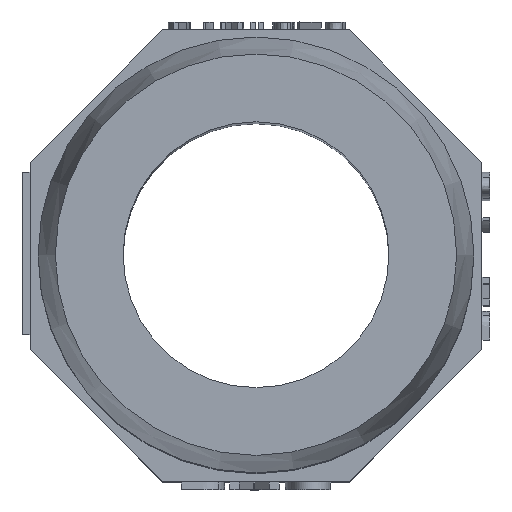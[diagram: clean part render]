
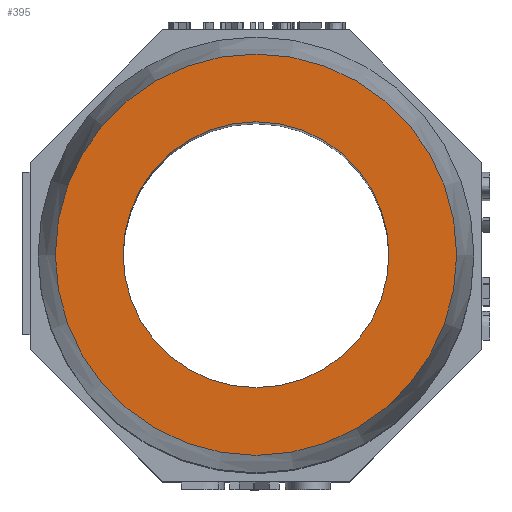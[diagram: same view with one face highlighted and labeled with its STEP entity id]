
A CAD part, top view. The second image highlights one B-rep face of the part: STEP entity #395.
In plain terms, the highlighted planar face has unit normal (0, 0, 1).
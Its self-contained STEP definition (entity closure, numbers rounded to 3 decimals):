
#377=CIRCLE('',#4442,7.55);
#378=CIRCLE('',#4444,5.);
#395=ADVANCED_FACE('',(#811,#812),#633,.T.);
#633=PLANE('',#4445);
#811=FACE_BOUND('',#874,.T.);
#812=FACE_BOUND('',#875,.T.);
#874=EDGE_LOOP('',(#1846));
#875=EDGE_LOOP('',(#1847));
#1846=ORIENTED_EDGE('',*,*,#3506,.F.);
#1847=ORIENTED_EDGE('',*,*,#3505,.F.);
#3085=VERTEX_POINT('',#6571);
#3086=VERTEX_POINT('',#6574);
#3505=EDGE_CURVE('',#3085,#3085,#377,.T.);
#3506=EDGE_CURVE('',#3086,#3086,#378,.T.);
#4442=AXIS2_PLACEMENT_3D('',#6570,#4653,#4654);
#4444=AXIS2_PLACEMENT_3D('',#6573,#4657,#4658);
#4445=AXIS2_PLACEMENT_3D('',#6575,#4659,#4660);
#4653=DIRECTION('',(0.,0.,-1.));
#4654=DIRECTION('',(-1.,0.,0.));
#4657=DIRECTION('',(0.,0.,1.));
#4658=DIRECTION('',(1.,0.,0.));
#4659=DIRECTION('',(0.,0.,1.));
#4660=DIRECTION('',(1.,0.,0.));
#6570=CARTESIAN_POINT('',(30.55,0.,59.));
#6571=CARTESIAN_POINT('',(23.,0.,59.));
#6573=CARTESIAN_POINT('',(30.55,0.,59.));
#6574=CARTESIAN_POINT('',(35.55,0.,59.));
#6575=CARTESIAN_POINT('',(38.1,0.,59.));
